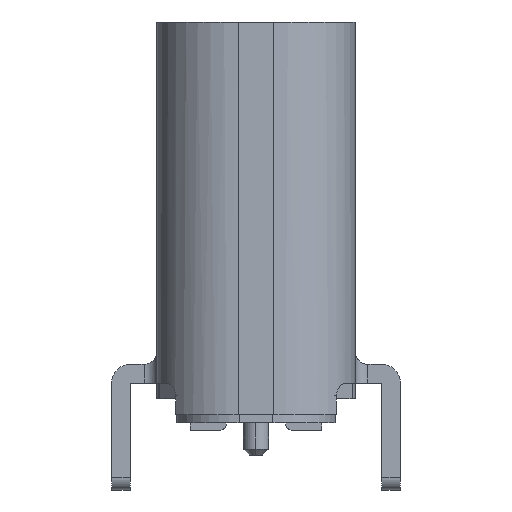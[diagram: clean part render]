
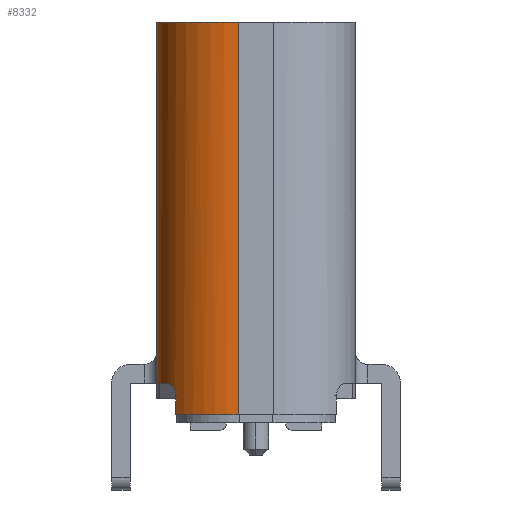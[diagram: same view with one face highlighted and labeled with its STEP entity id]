
A CAD part, left-side view. The second image highlights one B-rep face of the part: STEP entity #8332.
In plain terms, the highlighted cylindrical face has radius 1.3 mm (diameter 2.6 mm), a partial arc.
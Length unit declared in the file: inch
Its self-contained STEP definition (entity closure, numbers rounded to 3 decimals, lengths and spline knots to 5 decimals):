
#89 = EDGE_CURVE ( 'NONE', #17730, #8660, #6560, .T. ) ;
#111 = VECTOR ( 'NONE', #17890, 39.37008 ) ;
#243 = EDGE_CURVE ( 'NONE', #8660, #887, #14884, .T. ) ;
#500 = VECTOR ( 'NONE', #7919, 39.37008 ) ;
#603 = ORIENTED_EDGE ( 'NONE', *, *, #243, .F. ) ;
#646 = ORIENTED_EDGE ( 'NONE', *, *, #12831, .T. ) ;
#839 = ORIENTED_EDGE ( 'NONE', *, *, #11399, .F. ) ;
#887 = VERTEX_POINT ( 'NONE', #9163 ) ;
#902 = VERTEX_POINT ( 'NONE', #10631 ) ;
#1150 = CARTESIAN_POINT ( 'NONE',  ( -0.15748, 0.05042, 0.00787 ) ) ;
#1305 = AXIS2_PLACEMENT_3D ( 'NONE', #16676, #12754, #4166 ) ;
#2150 = CARTESIAN_POINT ( 'NONE',  ( -0.15341, 0.0535, 0.02689 ) ) ;
#2895 = CARTESIAN_POINT ( 'NONE',  ( -0.17598, 0.01102, 0.25394 ) ) ;
#2912 = DIRECTION ( 'NONE',  ( 0., 0., 1. ) ) ;
#3517 = CARTESIAN_POINT ( 'NONE',  ( -0.15748, 0.05042, 0.01969 ) ) ;
#3606 = LINE ( 'NONE', #1150, #9156 ) ;
#4166 = DIRECTION ( 'NONE',  ( 1., 0., 0. ) ) ;
#4591 = DIRECTION ( 'NONE',  ( 0., 0., -1. ) ) ;
#5064 = CARTESIAN_POINT ( 'NONE',  ( -0.14961, 0.05579, 0.02756 ) ) ;
#5138 = DIRECTION ( 'NONE',  ( 0., 0., 1. ) ) ;
#5646 = CYLINDRICAL_SURFACE ( 'NONE', #8303, 0.05118 ) ;
#6041 = DIRECTION ( 'NONE',  ( 1., 0., 0. ) ) ;
#6430 = CARTESIAN_POINT ( 'NONE',  ( -0.15167, 0.05465, 0.02756 ) ) ;
#6560 = CIRCLE ( 'NONE', #16841, 0.05118 ) ;
#6990 = CARTESIAN_POINT ( 'NONE',  ( -0.1248, 0.0622, 0.02756 ) ) ;
#7039 = EDGE_CURVE ( 'NONE', #902, #8719, #12316, .T. ) ;
#7633 = EDGE_LOOP ( 'NONE', ( #9161, #13441, #12230, #646, #17112, #839, #603 ) ) ;
#7705 = DIRECTION ( 'NONE',  ( 0., 0., 1. ) ) ;
#7709 = CARTESIAN_POINT ( 'NONE',  ( -0.15747, 0.05042, 0.02081 ) ) ;
#7919 = DIRECTION ( 'NONE',  ( 0., 0., 1. ) ) ;
#7960 = CARTESIAN_POINT ( 'NONE',  ( -0.1248, 0.01102, 0.25394 ) ) ;
#8000 = CIRCLE ( 'NONE', #1305, 0.05118 ) ;
#8303 = AXIS2_PLACEMENT_3D ( 'NONE', #11229, #2912, #8472 ) ;
#8332 = ADVANCED_FACE ( 'NONE', ( #12595 ), #5646, .T. ) ;
#8472 = DIRECTION ( 'NONE',  ( 1., 0., 0. ) ) ;
#8660 = VERTEX_POINT ( 'NONE', #6990 ) ;
#8719 = VERTEX_POINT ( 'NONE', #2895 ) ;
#8798 = VERTEX_POINT ( 'NONE', #13185 ) ;
#8999 = CARTESIAN_POINT ( 'NONE',  ( -0.1563, 0.05137, 0.02397 ) ) ;
#9156 = VECTOR ( 'NONE', #7705, 39.37008 ) ;
#9161 = ORIENTED_EDGE ( 'NONE', *, *, #89, .F. ) ;
#9163 = CARTESIAN_POINT ( 'NONE',  ( -0.1248, 0.0622, 0.25394 ) ) ;
#9366 = B_SPLINE_CURVE_WITH_KNOTS ( 'NONE', 3,
 ( #5064, #6430, #2150, #16400, #8999, #12015, #7709, #3517 ),
 .UNSPECIFIED., .F., .F.,
 ( 4, 2, 2, 4 ),
 ( 0., 0.5, 0.75, 1. ),
 .UNSPECIFIED. ) ;
#9443 = CIRCLE ( 'NONE', #13523, 0.05118 ) ;
#10631 = CARTESIAN_POINT ( 'NONE',  ( -0.17598, 0.01102, 0.00787 ) ) ;
#10799 = DIRECTION ( 'NONE',  ( 1., 0., 0. ) ) ;
#10893 = CARTESIAN_POINT ( 'NONE',  ( -0.14961, 0.05579, 0.02756 ) ) ;
#11229 = CARTESIAN_POINT ( 'NONE',  ( -0.1248, 0.01102, 0.00787 ) ) ;
#11399 = EDGE_CURVE ( 'NONE', #887, #8719, #9443, .T. ) ;
#12015 = CARTESIAN_POINT ( 'NONE',  ( -0.15724, 0.05062, 0.02189 ) ) ;
#12230 = ORIENTED_EDGE ( 'NONE', *, *, #12590, .F. ) ;
#12316 = LINE ( 'NONE', #16421, #111 ) ;
#12363 = VERTEX_POINT ( 'NONE', #15426 ) ;
#12590 = EDGE_CURVE ( 'NONE', #8798, #12363, #3606, .T. ) ;
#12595 = FACE_OUTER_BOUND ( 'NONE', #7633, .T. ) ;
#12754 = DIRECTION ( 'NONE',  ( 0., 0., 1. ) ) ;
#12831 = EDGE_CURVE ( 'NONE', #8798, #902, #8000, .T. ) ;
#13185 = CARTESIAN_POINT ( 'NONE',  ( -0.15748, 0.05042, 0.00787 ) ) ;
#13441 = ORIENTED_EDGE ( 'NONE', *, *, #13529, .T. ) ;
#13523 = AXIS2_PLACEMENT_3D ( 'NONE', #7960, #5138, #10799 ) ;
#13529 = EDGE_CURVE ( 'NONE', #17730, #12363, #9366, .T. ) ;
#14802 = CARTESIAN_POINT ( 'NONE',  ( -0.1248, 0.0622, 0.00787 ) ) ;
#14884 = LINE ( 'NONE', #14802, #500 ) ;
#15426 = CARTESIAN_POINT ( 'NONE',  ( -0.15748, 0.05042, 0.01969 ) ) ;
#16400 = CARTESIAN_POINT ( 'NONE',  ( -0.15573, 0.05182, 0.02475 ) ) ;
#16421 = CARTESIAN_POINT ( 'NONE',  ( -0.17598, 0.01102, 0.00787 ) ) ;
#16676 = CARTESIAN_POINT ( 'NONE',  ( -0.1248, 0.01102, 0.00787 ) ) ;
#16841 = AXIS2_PLACEMENT_3D ( 'NONE', #17096, #4591, #6041 ) ;
#17096 = CARTESIAN_POINT ( 'NONE',  ( -0.1248, 0.01102, 0.02756 ) ) ;
#17112 = ORIENTED_EDGE ( 'NONE', *, *, #7039, .T. ) ;
#17730 = VERTEX_POINT ( 'NONE', #10893 ) ;
#17890 = DIRECTION ( 'NONE',  ( 0., 0., 1. ) ) ;
